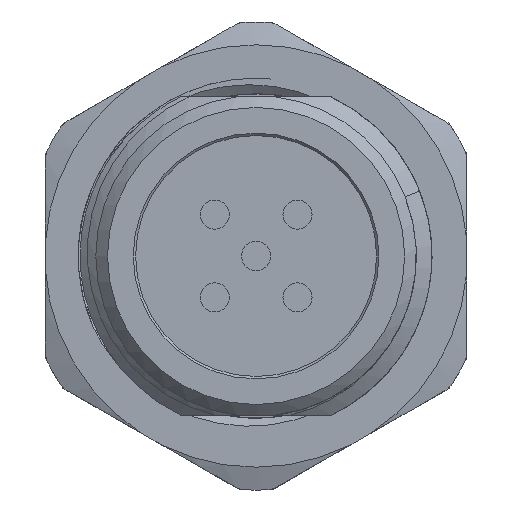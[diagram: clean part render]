
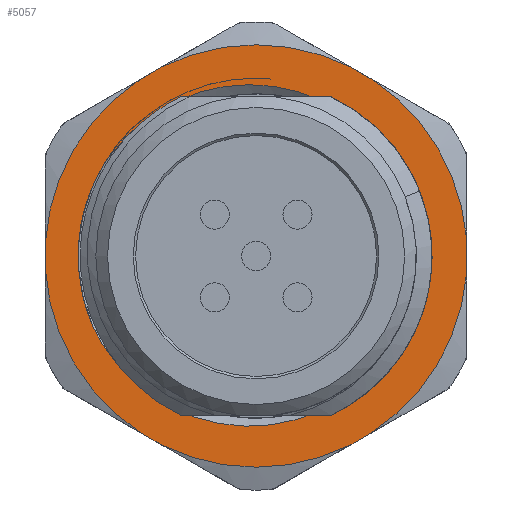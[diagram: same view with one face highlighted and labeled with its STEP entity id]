
A CAD part, left-side view. The second image highlights one B-rep face of the part: STEP entity #5057.
In plain terms, the highlighted planar face has unit normal (-1, 0, 0).
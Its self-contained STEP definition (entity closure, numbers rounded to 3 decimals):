
#351=PLANE('',#5872);
#475=B_SPLINE_CURVE_WITH_KNOTS('',3,(#20167,#20168,#20169,#20170,#20171,
#20172,#20173),.UNSPECIFIED.,.F.,.F.,(4,1,1,1,4),(0.,
0.004,0.009,0.013,0.017),
 .UNSPECIFIED.);
#476=B_SPLINE_CURVE_WITH_KNOTS('',3,(#20177,#20178,#20179,#20180,#20181,
#20182,#20183),.UNSPECIFIED.,.F.,.F.,(4,1,1,1,4),(0.,
0.004,0.009,0.013,0.017),
 .UNSPECIFIED.);
#698=LINE('',#20184,#905);
#699=LINE('',#20189,#906);
#700=LINE('',#20193,#907);
#701=LINE('',#20197,#908);
#702=LINE('',#20201,#909);
#703=LINE('',#20205,#910);
#905=VECTOR('',#7121,1000.);
#906=VECTOR('',#7124,1000.);
#907=VECTOR('',#7127,1000.);
#908=VECTOR('',#7130,1000.);
#909=VECTOR('',#7133,1000.);
#910=VECTOR('',#7136,1000.);
#1989=ORIENTED_EDGE('',*,*,#2793,.F.);
#1990=ORIENTED_EDGE('',*,*,#2794,.T.);
#1991=ORIENTED_EDGE('',*,*,#2795,.T.);
#1992=ORIENTED_EDGE('',*,*,#2796,.T.);
#1993=ORIENTED_EDGE('',*,*,#2797,.F.);
#1994=ORIENTED_EDGE('',*,*,#2798,.T.);
#1995=ORIENTED_EDGE('',*,*,#2799,.F.);
#1996=ORIENTED_EDGE('',*,*,#2800,.T.);
#1997=ORIENTED_EDGE('',*,*,#2801,.F.);
#1998=ORIENTED_EDGE('',*,*,#2802,.T.);
#1999=ORIENTED_EDGE('',*,*,#2803,.F.);
#2000=ORIENTED_EDGE('',*,*,#2804,.T.);
#2001=ORIENTED_EDGE('',*,*,#2805,.F.);
#2002=ORIENTED_EDGE('',*,*,#2806,.T.);
#2003=ORIENTED_EDGE('',*,*,#2807,.F.);
#2004=ORIENTED_EDGE('',*,*,#2808,.T.);
#2793=EDGE_CURVE('',#3322,#3323,#3638,.T.);
#2794=EDGE_CURVE('',#3322,#3324,#475,.T.);
#2795=EDGE_CURVE('',#3324,#3325,#3639,.F.);
#2796=EDGE_CURVE('',#3325,#3323,#476,.T.);
#2797=EDGE_CURVE('',#3326,#3327,#698,.T.);
#2798=EDGE_CURVE('',#3326,#3328,#3640,.F.);
#2799=EDGE_CURVE('',#3329,#3328,#699,.T.);
#2800=EDGE_CURVE('',#3329,#3330,#3641,.F.);
#2801=EDGE_CURVE('',#3331,#3330,#700,.T.);
#2802=EDGE_CURVE('',#3331,#3332,#3642,.F.);
#2803=EDGE_CURVE('',#3333,#3332,#701,.T.);
#2804=EDGE_CURVE('',#3333,#3334,#3643,.F.);
#2805=EDGE_CURVE('',#3335,#3334,#702,.T.);
#2806=EDGE_CURVE('',#3335,#3336,#3644,.F.);
#2807=EDGE_CURVE('',#3337,#3336,#703,.T.);
#2808=EDGE_CURVE('',#3337,#3327,#3645,.F.);
#3322=VERTEX_POINT('',#20165);
#3323=VERTEX_POINT('',#20166);
#3324=VERTEX_POINT('',#20174);
#3325=VERTEX_POINT('',#20176);
#3326=VERTEX_POINT('',#20185);
#3327=VERTEX_POINT('',#20186);
#3328=VERTEX_POINT('',#20188);
#3329=VERTEX_POINT('',#20190);
#3330=VERTEX_POINT('',#20192);
#3331=VERTEX_POINT('',#20194);
#3332=VERTEX_POINT('',#20196);
#3333=VERTEX_POINT('',#20198);
#3334=VERTEX_POINT('',#20200);
#3335=VERTEX_POINT('',#20202);
#3336=VERTEX_POINT('',#20204);
#3337=VERTEX_POINT('',#20206);
#3638=CIRCLE('',#5873,7.6);
#3639=CIRCLE('',#5874,6.93);
#3640=CIRCLE('',#5875,9.024);
#3641=CIRCLE('',#5876,9.024);
#3642=CIRCLE('',#5877,9.024);
#3643=CIRCLE('',#5878,9.024);
#3644=CIRCLE('',#5879,9.024);
#3645=CIRCLE('',#5880,9.024);
#4095=EDGE_LOOP('',(#1989,#1990,#1991,#1992));
#4096=EDGE_LOOP('',(#1993,#1994,#1995,#1996,#1997,#1998,#1999,#2000,#2001,
#2002,#2003,#2004));
#4590=FACE_BOUND('',#4095,.T.);
#4591=FACE_BOUND('',#4096,.T.);
#5057=ADVANCED_FACE('',(#4590,#4591),#351,.F.);
#5872=AXIS2_PLACEMENT_3D('',#20163,#7115,#7116);
#5873=AXIS2_PLACEMENT_3D('',#20164,#7117,#7118);
#5874=AXIS2_PLACEMENT_3D('',#20175,#7119,#7120);
#5875=AXIS2_PLACEMENT_3D('',#20187,#7122,#7123);
#5876=AXIS2_PLACEMENT_3D('',#20191,#7125,#7126);
#5877=AXIS2_PLACEMENT_3D('',#20195,#7128,#7129);
#5878=AXIS2_PLACEMENT_3D('',#20199,#7131,#7132);
#5879=AXIS2_PLACEMENT_3D('',#20203,#7134,#7135);
#5880=AXIS2_PLACEMENT_3D('',#20207,#7137,#7138);
#7115=DIRECTION('',(1.,0.,0.));
#7116=DIRECTION('',(0.,0.,-1.));
#7117=DIRECTION('',(-1.,0.,0.));
#7118=DIRECTION('',(0.,1.,0.));
#7119=DIRECTION('',(-1.,0.,0.));
#7120=DIRECTION('',(0.,0.,1.));
#7121=DIRECTION('',(0.,1.,0.));
#7122=DIRECTION('',(1.,0.,0.));
#7123=DIRECTION('',(0.,0.,-1.));
#7124=DIRECTION('',(0.,0.498,-0.867));
#7125=DIRECTION('',(1.,0.,0.));
#7126=DIRECTION('',(0.,0.,-1.));
#7127=DIRECTION('',(0.,-0.498,-0.867));
#7128=DIRECTION('',(1.,0.,0.));
#7129=DIRECTION('',(0.,0.,-1.));
#7130=DIRECTION('',(0.,-1.,0.));
#7131=DIRECTION('',(1.,0.,0.));
#7132=DIRECTION('',(0.,0.,-1.));
#7133=DIRECTION('',(0.,-0.497,0.868));
#7134=DIRECTION('',(1.,0.,0.));
#7135=DIRECTION('',(0.,0.,-1.));
#7136=DIRECTION('',(0.,0.497,0.868));
#7137=DIRECTION('',(1.,0.,0.));
#7138=DIRECTION('',(0.,0.,-1.));
#20163=CARTESIAN_POINT('',(-1.5,0.,0.));
#20164=CARTESIAN_POINT('',(-1.5,0.,0.));
#20165=CARTESIAN_POINT('',(-1.5,-4.081,6.411));
#20166=CARTESIAN_POINT('',(-1.5,3.02,6.974));
#20167=CARTESIAN_POINT('',(-1.5,-4.081,6.411));
#20168=CARTESIAN_POINT('',(-1.5,-5.265,5.593));
#20169=CARTESIAN_POINT('',(-1.5,-7.132,3.294));
#20170=CARTESIAN_POINT('',(-1.5,-7.622,-1.136));
#20171=CARTESIAN_POINT('',(-1.5,-5.55,-5.108));
#20172=CARTESIAN_POINT('',(-1.5,-2.928,-6.508));
#20173=CARTESIAN_POINT('',(-1.5,-1.511,-6.763));
#20174=CARTESIAN_POINT('',(-1.5,-1.511,-6.763));
#20175=CARTESIAN_POINT('',(-1.5,0.,0.));
#20176=CARTESIAN_POINT('',(-1.5,2.558,-6.441));
#20177=CARTESIAN_POINT('',(-1.5,2.558,-6.441));
#20178=CARTESIAN_POINT('',(-1.5,3.917,-5.964));
#20179=CARTESIAN_POINT('',(-1.5,6.29,-4.163));
#20180=CARTESIAN_POINT('',(-1.5,7.705,0.074));
#20181=CARTESIAN_POINT('',(-1.5,6.523,4.38));
#20182=CARTESIAN_POINT('',(-1.5,4.318,6.354));
#20183=CARTESIAN_POINT('',(-1.5,3.02,6.974));
#20184=CARTESIAN_POINT('',(-1.5,-4.376,-8.992));
#20185=CARTESIAN_POINT('',(-1.5,-0.764,-8.992));
#20186=CARTESIAN_POINT('',(-1.5,0.764,-8.992));
#20187=CARTESIAN_POINT('',(-1.5,0.,0.));
#20188=CARTESIAN_POINT('',(-1.5,-7.542,-4.955));
#20189=CARTESIAN_POINT('',(-1.5,-9.974,-0.725));
#20190=CARTESIAN_POINT('',(-1.5,-8.078,-4.024));
#20191=CARTESIAN_POINT('',(-1.5,0.,0.));
#20192=CARTESIAN_POINT('',(-1.5,-8.078,4.024));
#20193=CARTESIAN_POINT('',(-1.5,-5.646,8.254));
#20194=CARTESIAN_POINT('',(-1.5,-7.542,4.955));
#20195=CARTESIAN_POINT('',(-1.5,0.,0.));
#20196=CARTESIAN_POINT('',(-1.5,-0.537,9.008));
#20197=CARTESIAN_POINT('',(-1.5,4.342,9.008));
#20198=CARTESIAN_POINT('',(-1.5,0.537,9.008));
#20199=CARTESIAN_POINT('',(-1.5,0.,0.));
#20200=CARTESIAN_POINT('',(-1.5,7.551,4.941));
#20201=CARTESIAN_POINT('',(-1.5,9.975,0.706));
#20202=CARTESIAN_POINT('',(-1.5,8.085,4.008));
#20203=CARTESIAN_POINT('',(-1.5,0.,0.));
#20204=CARTESIAN_POINT('',(-1.5,8.085,-4.008));
#20205=CARTESIAN_POINT('',(-1.5,5.661,-8.243));
#20206=CARTESIAN_POINT('',(-1.5,7.551,-4.941));
#20207=CARTESIAN_POINT('',(-1.5,0.,0.));
